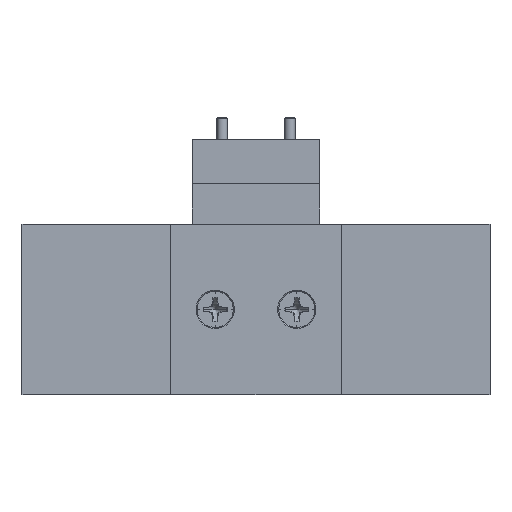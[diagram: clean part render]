
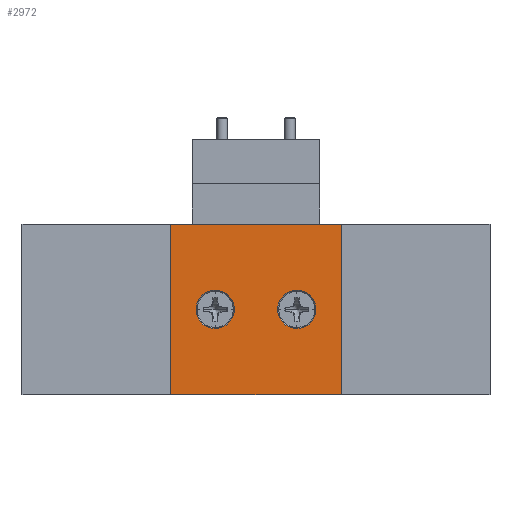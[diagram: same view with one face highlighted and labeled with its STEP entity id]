
A CAD part, front view. The second image highlights one B-rep face of the part: STEP entity #2972.
In plain terms, the highlighted planar face has unit normal (0, -1, 0).
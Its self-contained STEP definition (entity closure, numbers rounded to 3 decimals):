
#595 = CARTESIAN_POINT ( 'NONE',  ( -6.096, -13.97, 2.858 ) ) ;
#967 = DIRECTION ( 'NONE',  ( 0., 0., -1. ) ) ;
#1009 = VECTOR ( 'NONE', #19537, 1000. ) ;
#1242 = DIRECTION ( 'NONE',  ( 0., 0., -1. ) ) ;
#1433 = VERTEX_POINT ( 'NONE', #26705 ) ;
#2003 = VERTEX_POINT ( 'NONE', #7943 ) ;
#2057 = VECTOR ( 'NONE', #2569, 1000. ) ;
#2569 = DIRECTION ( 'NONE',  ( 0., 0., -1. ) ) ;
#2972 = ADVANCED_FACE ( 'NONE', ( #26468, #6075, #27475 ), #21305, .F. ) ;
#3710 = ORIENTED_EDGE ( 'NONE', *, *, #7033, .F. ) ;
#3848 = VECTOR ( 'NONE', #12176, 1000. ) ;
#4596 = EDGE_LOOP ( 'NONE', ( #9153, #38808 ) ) ;
#4979 = DIRECTION ( 'NONE',  ( 0., 0., 1. ) ) ;
#5616 = ORIENTED_EDGE ( 'NONE', *, *, #14907, .T. ) ;
#6075 = FACE_BOUND ( 'NONE', #4596, .T. ) ;
#6530 = EDGE_CURVE ( 'NONE', #20137, #18235, #8982, .T. ) ;
#6869 = EDGE_LOOP ( 'NONE', ( #14469, #27796, #39446, #5616 ) ) ;
#7015 = CARTESIAN_POINT ( 'NONE',  ( 12.7, -13.97, -12.7 ) ) ;
#7033 = EDGE_CURVE ( 'NONE', #25697, #1433, #18192, .T. ) ;
#7452 = AXIS2_PLACEMENT_3D ( 'NONE', #17768, #14895, #4979 ) ;
#7943 = CARTESIAN_POINT ( 'NONE',  ( -12.7, -13.97, 12.7 ) ) ;
#8551 = CARTESIAN_POINT ( 'NONE',  ( -12.7, -13.97, -12.7 ) ) ;
#8675 = CIRCLE ( 'NONE', #34791, 2.857 ) ;
#8982 = LINE ( 'NONE', #8551, #3848 ) ;
#9153 = ORIENTED_EDGE ( 'NONE', *, *, #29697, .F. ) ;
#10336 = AXIS2_PLACEMENT_3D ( 'NONE', #37462, #14839, #40680 ) ;
#10694 = CARTESIAN_POINT ( 'NONE',  ( 6.096, -13.97, 2.858 ) ) ;
#11331 = DIRECTION ( 'NONE',  ( 0., -1., 0. ) ) ;
#11376 = VERTEX_POINT ( 'NONE', #42037 ) ;
#12176 = DIRECTION ( 'NONE',  ( 1., 0., 0. ) ) ;
#12207 = LINE ( 'NONE', #37204, #40655 ) ;
#12993 = CARTESIAN_POINT ( 'NONE',  ( -12.7, -13.97, 12.7 ) ) ;
#13374 = CARTESIAN_POINT ( 'NONE',  ( 6.096, -13.97, 0. ) ) ;
#13565 = VERTEX_POINT ( 'NONE', #10694 ) ;
#13863 = LINE ( 'NONE', #12993, #1009 ) ;
#14469 = ORIENTED_EDGE ( 'NONE', *, *, #6530, .T. ) ;
#14839 = DIRECTION ( 'NONE',  ( 0., -1., 0. ) ) ;
#14895 = DIRECTION ( 'NONE',  ( 0., 1., 0. ) ) ;
#14907 = EDGE_CURVE ( 'NONE', #2003, #20137, #19985, .T. ) ;
#15476 = CARTESIAN_POINT ( 'NONE',  ( -12.7, -13.97, 12.7 ) ) ;
#16239 = EDGE_CURVE ( 'NONE', #41035, #18235, #12207, .T. ) ;
#16963 = DIRECTION ( 'NONE',  ( 0., -1., 0. ) ) ;
#17672 = EDGE_CURVE ( 'NONE', #13565, #11376, #19288, .T. ) ;
#17768 = CARTESIAN_POINT ( 'NONE',  ( -12.7, -13.97, 12.7 ) ) ;
#18192 = CIRCLE ( 'NONE', #10336, 2.857 ) ;
#18235 = VERTEX_POINT ( 'NONE', #7015 ) ;
#19288 = CIRCLE ( 'NONE', #40140, 2.857 ) ;
#19537 = DIRECTION ( 'NONE',  ( 1., 0., 0. ) ) ;
#19778 = DIRECTION ( 'NONE',  ( 0., 0., -1. ) ) ;
#19815 = CARTESIAN_POINT ( 'NONE',  ( 6.096, -13.97, 0. ) ) ;
#19985 = LINE ( 'NONE', #15476, #2057 ) ;
#20137 = VERTEX_POINT ( 'NONE', #33662 ) ;
#21305 = PLANE ( 'NONE',  #7452 ) ;
#23986 = EDGE_LOOP ( 'NONE', ( #33961, #3710 ) ) ;
#25697 = VERTEX_POINT ( 'NONE', #595 ) ;
#26468 = FACE_BOUND ( 'NONE', #23986, .T. ) ;
#26705 = CARTESIAN_POINT ( 'NONE',  ( -6.096, -13.97, -2.857 ) ) ;
#27475 = FACE_OUTER_BOUND ( 'NONE', #6869, .T. ) ;
#27796 = ORIENTED_EDGE ( 'NONE', *, *, #16239, .F. ) ;
#27891 = CARTESIAN_POINT ( 'NONE',  ( 12.7, -13.97, 12.7 ) ) ;
#29408 = CARTESIAN_POINT ( 'NONE',  ( -6.096, -13.97, 0. ) ) ;
#29433 = DIRECTION ( 'NONE',  ( 0., 0., -1. ) ) ;
#29697 = EDGE_CURVE ( 'NONE', #11376, #13565, #39856, .T. ) ;
#30763 = EDGE_CURVE ( 'NONE', #1433, #25697, #8675, .T. ) ;
#33227 = DIRECTION ( 'NONE',  ( 0., -1., 0. ) ) ;
#33662 = CARTESIAN_POINT ( 'NONE',  ( -12.7, -13.97, -12.7 ) ) ;
#33961 = ORIENTED_EDGE ( 'NONE', *, *, #30763, .F. ) ;
#34791 = AXIS2_PLACEMENT_3D ( 'NONE', #29408, #11331, #967 ) ;
#35337 = EDGE_CURVE ( 'NONE', #2003, #41035, #13863, .T. ) ;
#37204 = CARTESIAN_POINT ( 'NONE',  ( 12.7, -13.97, 12.7 ) ) ;
#37462 = CARTESIAN_POINT ( 'NONE',  ( -6.096, -13.97, 0. ) ) ;
#38808 = ORIENTED_EDGE ( 'NONE', *, *, #17672, .F. ) ;
#39446 = ORIENTED_EDGE ( 'NONE', *, *, #35337, .F. ) ;
#39856 = CIRCLE ( 'NONE', #40498, 2.857 ) ;
#40140 = AXIS2_PLACEMENT_3D ( 'NONE', #19815, #16963, #29433 ) ;
#40498 = AXIS2_PLACEMENT_3D ( 'NONE', #13374, #33227, #19778 ) ;
#40655 = VECTOR ( 'NONE', #1242, 1000. ) ;
#40680 = DIRECTION ( 'NONE',  ( 0., 0., -1. ) ) ;
#41035 = VERTEX_POINT ( 'NONE', #27891 ) ;
#42037 = CARTESIAN_POINT ( 'NONE',  ( 6.096, -13.97, -2.857 ) ) ;
